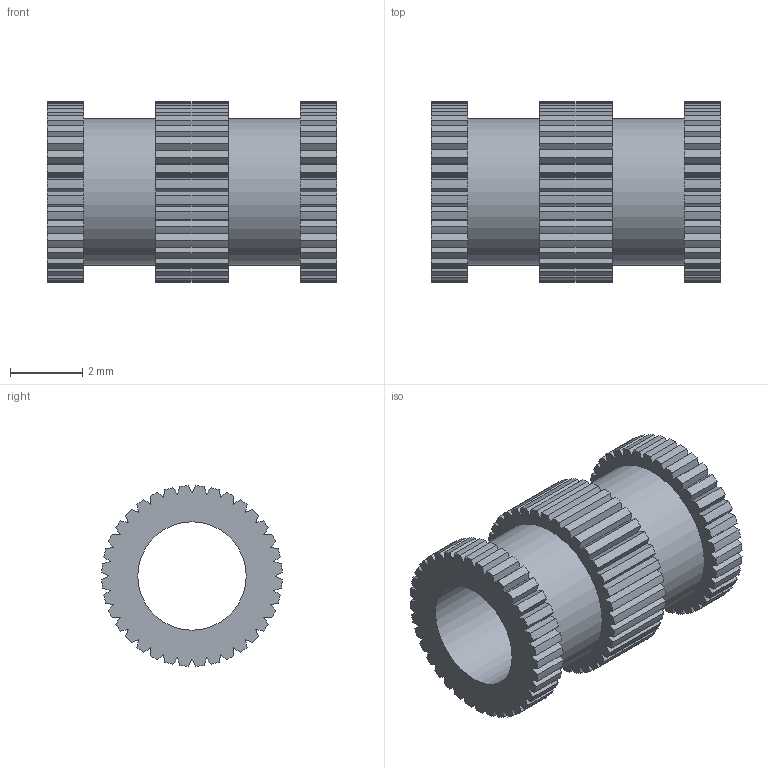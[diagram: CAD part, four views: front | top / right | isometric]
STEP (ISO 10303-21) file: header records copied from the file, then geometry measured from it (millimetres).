
FILE_DESCRIPTION(/* description */ (''),/* implementation_level */ '2;1');
FILE_NAME(/* name */ 'M3x8x5-Insert v1.step',/* time_stamp */ '2022-07-01T15:20:52-07:00',/* author */ (''),/* organization */ (''),/* preprocessor_version */ 'ST-DEVELOPER v19',/* originating_system */ 'Autodesk Translation Framework v11.7.0.108',/* authorisation */ '');
FILE_SCHEMA (('AUTOMOTIVE_DESIGN { 1 0 10303 214 3 1 1 }'));
Length unit declared in the file: millimetre
Products named in the file (1): M3x8x5-Insert
Bounding box: 8 x 5 x 5 mm (x, y, z)
Volume: 70.6 mm3; surface area: 272.5 mm2
Topology: 1 solids, 1 shells, 333 faces, 981 edges, 654 vertices
Faces by surface type: plane 222, cylinder 111
Full cylindrical faces by diameter (mm): 3 x1, 4.05 x2
Entity records: 11114 total; most frequent: CARTESIAN_POINT 1969, ORIENTED_EDGE 1962, DIRECTION 1871, EDGE_CURVE 981, LINE 759, VECTOR 759, VERTEX_POINT 654, AXIS2_PLACEMENT_3D 556
